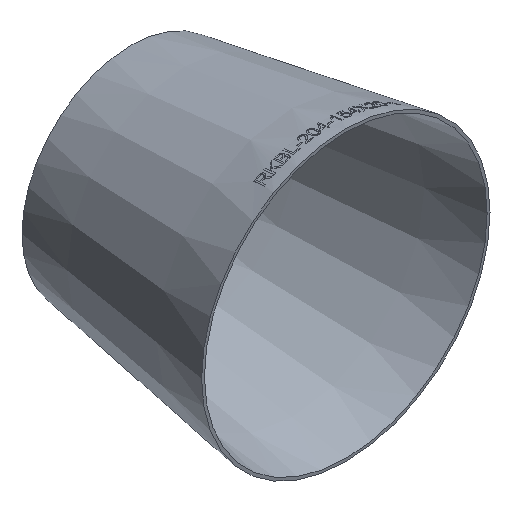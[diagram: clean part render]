
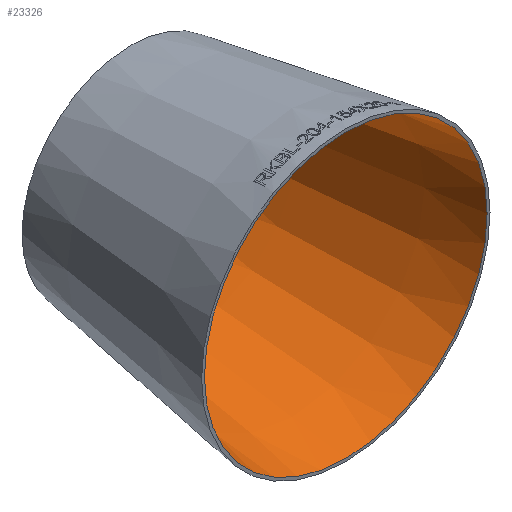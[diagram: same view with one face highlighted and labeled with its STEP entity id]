
A CAD part, isometric view. The second image highlights one B-rep face of the part: STEP entity #23326.
In plain terms, the highlighted conical face has half-angle 9.34 degrees and reference radius 99.973 mm.
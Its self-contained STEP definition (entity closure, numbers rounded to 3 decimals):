
#1226 = ORIENTED_EDGE ( 'NONE', *, *, #10148, .F. ) ;
#3352 = DIRECTION ( 'NONE',  ( 0., -1., 0. ) ) ;
#5456 = CARTESIAN_POINT ( 'NONE',  ( 0., 0., 0. ) ) ;
#6199 = DIRECTION ( 'NONE',  ( 0., -1., 0. ) ) ;
#7697 = FACE_BOUND ( 'NONE', #13022, .T. ) ;
#8576 = DIRECTION ( 'NONE',  ( 0., 0., -1. ) ) ;
#9432 = AXIS2_PLACEMENT_3D ( 'NONE', #5456, #3352, #22750 ) ;
#9516 = FACE_OUTER_BOUND ( 'NONE', #25965, .T. ) ;
#10148 = EDGE_CURVE ( 'NONE', #24963, #24963, #21808, .T. ) ;
#13022 = EDGE_LOOP ( 'NONE', ( #1226 ) ) ;
#13711 = AXIS2_PLACEMENT_3D ( 'NONE', #25399, #16533, #18792 ) ;
#16157 = CONICAL_SURFACE ( 'NONE', #9432, 99.973, 0.163 ) ;
#16533 = DIRECTION ( 'NONE',  ( 0., -1., 0. ) ) ;
#16937 = ORIENTED_EDGE ( 'NONE', *, *, #17252, .T. ) ;
#17252 = EDGE_CURVE ( 'NONE', #26644, #26644, #27351, .T. ) ;
#17292 = CARTESIAN_POINT ( 'NONE',  ( 0., 0., 0. ) ) ;
#18792 = DIRECTION ( 'NONE',  ( 0., 0., -1. ) ) ;
#20160 = AXIS2_PLACEMENT_3D ( 'NONE', #17292, #6199, #8576 ) ;
#21808 = CIRCLE ( 'NONE', #13711, 74.973 ) ;
#22750 = DIRECTION ( 'NONE',  ( 0., 0., -1. ) ) ;
#23326 = ADVANCED_FACE ( 'NONE', ( #7697, #9516 ), #16157, .F. ) ;
#24687 = CARTESIAN_POINT ( 'NONE',  ( 0., 152., -74.973 ) ) ;
#24963 = VERTEX_POINT ( 'NONE', #24687 ) ;
#25399 = CARTESIAN_POINT ( 'NONE',  ( 0., 152., 0. ) ) ;
#25965 = EDGE_LOOP ( 'NONE', ( #16937 ) ) ;
#26644 = VERTEX_POINT ( 'NONE', #27202 ) ;
#27202 = CARTESIAN_POINT ( 'NONE',  ( 0., 0., -99.973 ) ) ;
#27351 = CIRCLE ( 'NONE', #20160, 99.973 ) ;
